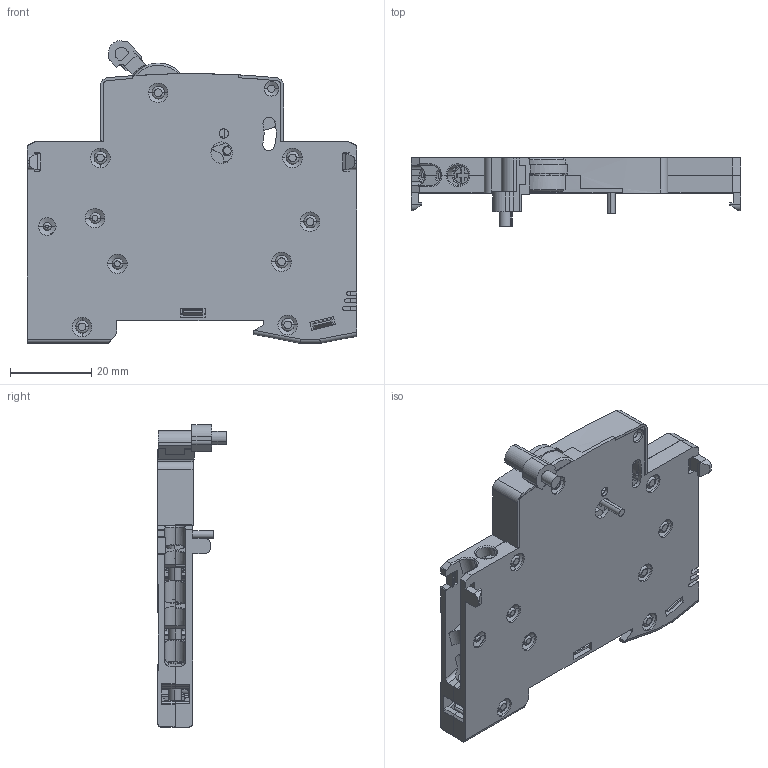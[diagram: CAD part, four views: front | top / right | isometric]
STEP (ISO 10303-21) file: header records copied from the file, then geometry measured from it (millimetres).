
FILE_DESCRIPTION((''),'2;1');
FILE_NAME('AX-52023070001_ASM_ASM','2023-07-28T16:43:28',('whmei'),(''),'CREO PARAMETRIC BY PTC INC, 2020044','CREO PARAMETRIC BY PTC INC, 2020044','');
FILE_SCHEMA(('CONFIG_CONTROL_DESIGN','SHAPE_APPEARANCE_LAYERS_GROUPS'));
Length unit declared in the file: millimetre
Products named in the file (1): AX-52023070001_ASM_ASM
Bounding box: 81 x 16.9 x 74.27 mm (x, y, z)
Surface area: 46205 mm2 (no closed solid volume)
Topology: 0 solids, 9 shells, 6076 faces, 17487 edges, 11599 vertices
Faces by surface type: plane 5186, cylinder 761, cone 55, torus 51, bspline 15, extrusion 8
Entity records: 242345 total; most frequent: CARTESIAN_POINT 42595, ORIENTED_EDGE 34404, DIRECTION 29756, EDGE_CURVE 17487, VECTOR 13496, LINE 13488, VERTEX_POINT 11599, AXIS2_PLACEMENT_3D 8130
